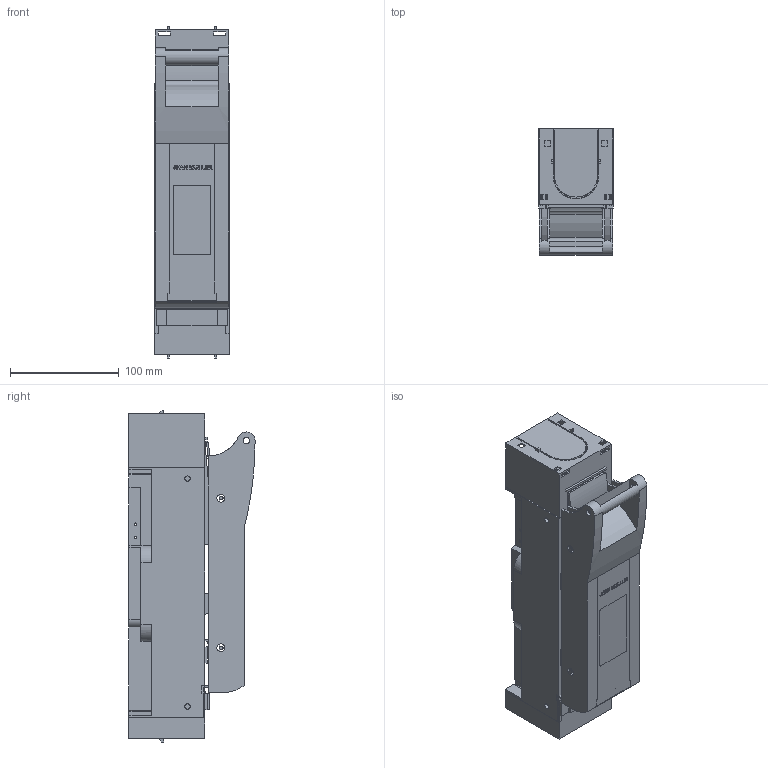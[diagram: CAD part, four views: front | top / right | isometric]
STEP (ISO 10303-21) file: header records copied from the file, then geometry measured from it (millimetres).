
FILE_DESCRIPTION(('CATIA V5 STEP'),'2;1');
FILE_NAME('T0662_NH-Sicherungslasttrennschalter-KETO-1-1_F.stp','2019-01-11T13:43:12+00:00',('none'),('Jean Müller GmbH'),'CATIA Version 5 Release 19 SP 9 (IN-10)','CATIA V5 STEP AP214','none');
FILE_SCHEMA(('AUTOMOTIVE_DESIGN { 1 0 10303 214 1 1 1 1 }'));
Length unit declared in the file: millimetre
Products named in the file (1): T0662_NH-Sicherungslasttrennschalter-KETO-1-1/F
Bounding box: 69 x 116.3 x 306 mm (x, y, z)
Volume: 821832.9 mm3; surface area: 334596.3 mm2
Topology: 15 solids, 15 shells, 1150 faces, 3476 edges, 2326 vertices
Faces by surface type: plane 915, cylinder 171, cone 60, extrusion 4
Entity records: 37313 total; most frequent: CARTESIAN_POINT 7412, ORIENTED_EDGE 6952, DIRECTION 4907, EDGE_CURVE 3476, VECTOR 2883, LINE 2879, VERTEX_POINT 2326, EDGE_LOOP 1272
